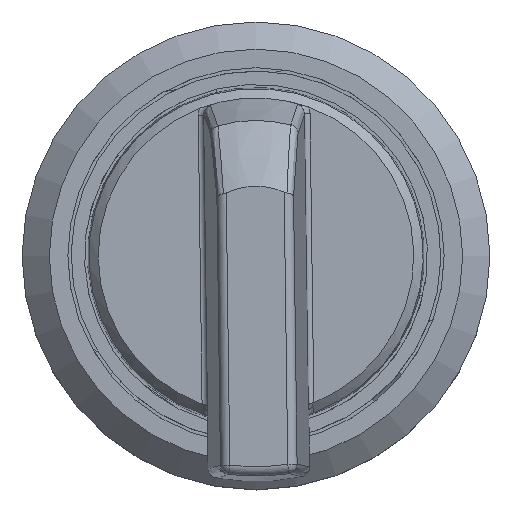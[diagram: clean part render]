
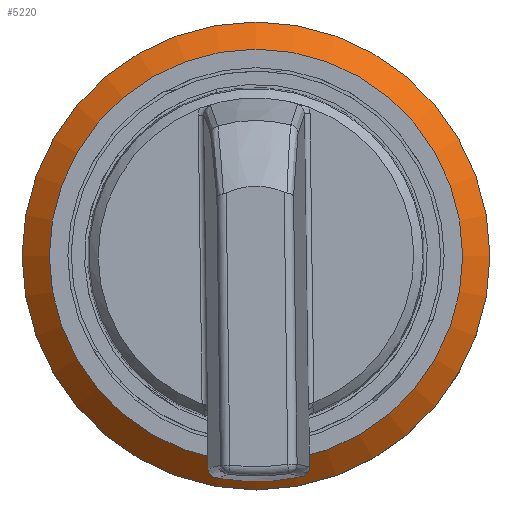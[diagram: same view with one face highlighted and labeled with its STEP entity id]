
A CAD part, top view. The second image highlights one B-rep face of the part: STEP entity #5220.
In plain terms, the highlighted conical face has half-angle 49 degrees and reference radius 11.725 mm.
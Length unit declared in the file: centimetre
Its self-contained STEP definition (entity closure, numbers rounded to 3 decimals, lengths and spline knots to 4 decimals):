
#110=CONICAL_SURFACE($,#5726,1.1725,49.);
#330=FACE_BOUND($,#898,.T.);
#553=FACE_OUTER_BOUND($,#897,.T.);
#897=EDGE_LOOP($,(#4270));
#898=EDGE_LOOP($,(#4271));
#1947=CIRCLE($,#5725,1.245);
#1948=CIRCLE($,#5727,1.1);
#2406=VERTEX_POINT($,#9387);
#2407=VERTEX_POINT($,#9390);
#3078=EDGE_CURVE($,#2406,#2406,#1947,.T.);
#3079=EDGE_CURVE($,#2407,#2407,#1948,.T.);
#4270=ORIENTED_EDGE($,*,*,#3078,.F.);
#4271=ORIENTED_EDGE($,*,*,#3079,.T.);
#5220=ADVANCED_FACE($,(#553,#330),#110,.T.);
#5725=AXIS2_PLACEMENT_3D($,#9388,#6957,#6958);
#5726=AXIS2_PLACEMENT_3D($,#9389,#6959,#6960);
#5727=AXIS2_PLACEMENT_3D($,#9391,#6961,#6962);
#6957=DIRECTION('center_axis',(0.,0.,
-1.));
#6958=DIRECTION('ref_axis',(0.,1.,0.));
#6959=DIRECTION('center_axis',(0.,0.,
-1.));
#6960=DIRECTION('ref_axis',(0.,1.,0.));
#6961=DIRECTION('center_axis',(0.,0.,
-1.));
#6962=DIRECTION('ref_axis',(0.,1.,0.));
#9387=CARTESIAN_POINT('',(0.,1.245,2.421));
#9388=CARTESIAN_POINT('Origin',(0.,0.,
2.421));
#9389=CARTESIAN_POINT('Origin',(0.,0.,
2.484));
#9390=CARTESIAN_POINT('',(0.,1.1,2.547));
#9391=CARTESIAN_POINT('Origin',(0.,0.,
2.547));
